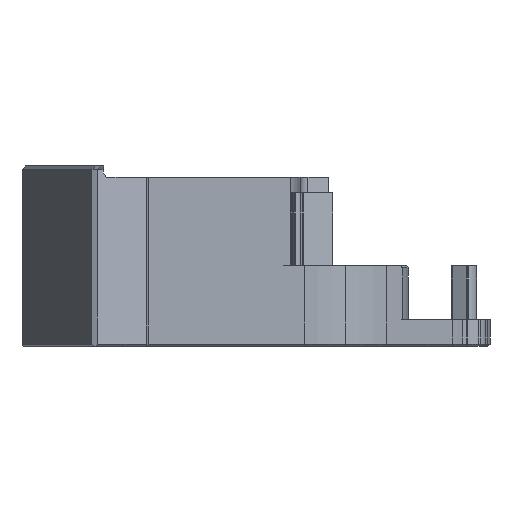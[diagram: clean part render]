
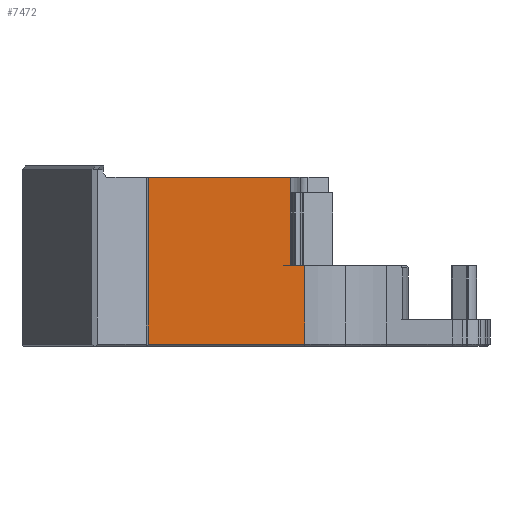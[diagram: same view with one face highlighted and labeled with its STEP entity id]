
A CAD part, left-side view. The second image highlights one B-rep face of the part: STEP entity #7472.
In plain terms, the highlighted planar face has unit normal (-1, 0, 0).
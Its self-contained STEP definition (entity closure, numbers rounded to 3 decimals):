
#43 = FACE_OUTER_BOUND ( 'NONE', #12845, .T. ) ;
#489 = CARTESIAN_POINT ( 'NONE',  ( -17.4, 8.098, -26.673 ) ) ;
#604 = ORIENTED_EDGE ( 'NONE', *, *, #16880, .T. ) ;
#666 = CARTESIAN_POINT ( 'NONE',  ( -17.4, -56.5, -23.15 ) ) ;
#1198 = LINE ( 'NONE', #5377, #6168 ) ;
#1234 = AXIS2_PLACEMENT_3D ( 'NONE', #16346, #2885, #11073 ) ;
#1748 = VECTOR ( 'NONE', #12492, 1000. ) ;
#1829 = CARTESIAN_POINT ( 'NONE',  ( -17.4, -27.148, -23.15 ) ) ;
#1837 = CARTESIAN_POINT ( 'NONE',  ( -17.4, 7.391, -27.247 ) ) ;
#1863 = EDGE_CURVE ( 'NONE', #16725, #14344, #1198, .T. ) ;
#2002 = CARTESIAN_POINT ( 'NONE',  ( -17.4, 8.192, -26.583 ) ) ;
#2127 = ORIENTED_EDGE ( 'NONE', *, *, #14048, .T. ) ;
#2248 = CARTESIAN_POINT ( 'NONE',  ( -17.4, -27.148, -38.24 ) ) ;
#2543 = VERTEX_POINT ( 'NONE', #2248 ) ;
#2597 = CARTESIAN_POINT ( 'NONE',  ( -17.4, 8.192, -26.583 ) ) ;
#2885 = DIRECTION ( 'NONE',  ( -1., 0., 0. ) ) ;
#3438 = CARTESIAN_POINT ( 'NONE',  ( -17.4, 7.651, -27.056 ) ) ;
#3766 = DIRECTION ( 'NONE',  ( 0., -1., 0. ) ) ;
#3830 = CARTESIAN_POINT ( 'NONE',  ( -17.4, -27.148, 126.961 ) ) ;
#4007 = VERTEX_POINT ( 'NONE', #9641 ) ;
#4299 = VECTOR ( 'NONE', #15448, 1000. ) ;
#4854 = CARTESIAN_POINT ( 'NONE',  ( -17.4, 7.661, -27.048 ) ) ;
#5303 = CARTESIAN_POINT ( 'NONE',  ( -17.4, -24.4, -23.15 ) ) ;
#5318 = CARTESIAN_POINT ( 'NONE',  ( -17.4, -56.5, -6.1 ) ) ;
#5377 = CARTESIAN_POINT ( 'NONE',  ( -17.4, 7.028, 126.961 ) ) ;
#5968 = EDGE_CURVE ( 'NONE', #17277, #17331, #6961, .T. ) ;
#6124 = CARTESIAN_POINT ( 'NONE',  ( -17.4, -24.4, 126.961 ) ) ;
#6168 = VECTOR ( 'NONE', #6451, 1000. ) ;
#6334 = CARTESIAN_POINT ( 'NONE',  ( -17.4, 12.317, -24.316 ) ) ;
#6451 = DIRECTION ( 'NONE',  ( 0., 0., -1. ) ) ;
#6748 = DIRECTION ( 'NONE',  ( 0., 0., -1. ) ) ;
#6778 = ORIENTED_EDGE ( 'NONE', *, *, #14369, .T. ) ;
#6824 = CARTESIAN_POINT ( 'NONE',  ( -17.4, -24.4, -6.1 ) ) ;
#6895 = ORIENTED_EDGE ( 'NONE', *, *, #11039, .F. ) ;
#6961 =( BOUNDED_CURVE ( )  B_SPLINE_CURVE ( 3, ( #15957, #10694, #6334, #2597 ),
 .UNSPECIFIED., .F., .T. ) 
 B_SPLINE_CURVE_WITH_KNOTS ( ( 4, 4 ),
 ( 0., 0.656 ),
 .UNSPECIFIED. ) 
 CURVE ( )  GEOMETRIC_REPRESENTATION_ITEM ( )  RATIONAL_B_SPLINE_CURVE ( ( 1., 0.965, 0.965, 1. ) ) 
 REPRESENTATION_ITEM ( '' )  );
#7094 = EDGE_CURVE ( 'NONE', #17331, #16725, #14863, .T. ) ;
#7472 = ADVANCED_FACE ( 'NONE', ( #43 ), #10912, .T. ) ;
#7989 = LINE ( 'NONE', #5318, #12332 ) ;
#8652 = LINE ( 'NONE', #14101, #1748 ) ;
#8769 = CARTESIAN_POINT ( 'NONE',  ( -17.4, 7.798, -26.938 ) ) ;
#8859 = CARTESIAN_POINT ( 'NONE',  ( -17.4, 7.959, -26.802 ) ) ;
#8950 = CARTESIAN_POINT ( 'NONE',  ( -17.4, 7.367, -27.263 ) ) ;
#8978 = VERTEX_POINT ( 'NONE', #1829 ) ;
#9641 = CARTESIAN_POINT ( 'NONE',  ( -17.4, 14.496, -6.1 ) ) ;
#9746 = VECTOR ( 'NONE', #3766, 1000. ) ;
#10045 = ORIENTED_EDGE ( 'NONE', *, *, #1863, .T. ) ;
#10212 = DIRECTION ( 'NONE',  ( 0., 0., 1. ) ) ;
#10292 = CARTESIAN_POINT ( 'NONE',  ( -17.4, 7.237, -27.35 ) ) ;
#10433 = CARTESIAN_POINT ( 'NONE',  ( -17.4, -56.5, -38.24 ) ) ;
#10694 = CARTESIAN_POINT ( 'NONE',  ( -17.4, 14.496, -21.609 ) ) ;
#10912 = PLANE ( 'NONE',  #1234 ) ;
#11039 = EDGE_CURVE ( 'NONE', #8978, #2543, #14684, .T. ) ;
#11073 = DIRECTION ( 'NONE',  ( 0., 0., 1. ) ) ;
#11350 = CARTESIAN_POINT ( 'NONE',  ( -17.4, 7.133, -27.414 ) ) ;
#11447 = CARTESIAN_POINT ( 'NONE',  ( -17.4, 7.514, -27.16 ) ) ;
#11539 = CARTESIAN_POINT ( 'NONE',  ( -17.4, 7.44, -27.213 ) ) ;
#11625 = CARTESIAN_POINT ( 'NONE',  ( -17.4, 7.718, -27.003 ) ) ;
#11718 = CARTESIAN_POINT ( 'NONE',  ( -17.4, 7.589, -27.104 ) ) ;
#12042 = VECTOR ( 'NONE', #10212, 1000. ) ;
#12332 = VECTOR ( 'NONE', #16184, 1000. ) ;
#12492 = DIRECTION ( 'NONE',  ( 0., 0., -1. ) ) ;
#12785 = VERTEX_POINT ( 'NONE', #6824 ) ;
#12845 = EDGE_LOOP ( 'NONE', ( #17366, #13370, #10045, #13966, #6895, #2127, #604, #15334, #6778 ) ) ;
#12871 = CARTESIAN_POINT ( 'NONE',  ( -17.4, 14.496, -18.749 ) ) ;
#13370 = ORIENTED_EDGE ( 'NONE', *, *, #7094, .T. ) ;
#13966 = ORIENTED_EDGE ( 'NONE', *, *, #16282, .T. ) ;
#14048 = EDGE_CURVE ( 'NONE', #8978, #17434, #15262, .T. ) ;
#14101 = CARTESIAN_POINT ( 'NONE',  ( -17.4, 14.496, -4.749 ) ) ;
#14233 = LINE ( 'NONE', #6124, #12042 ) ;
#14344 = VERTEX_POINT ( 'NONE', #16855 ) ;
#14369 = EDGE_CURVE ( 'NONE', #4007, #17277, #8652, .T. ) ;
#14684 = LINE ( 'NONE', #3830, #14796 ) ;
#14796 = VECTOR ( 'NONE', #6748, 1000. ) ;
#14863 = B_SPLINE_CURVE_WITH_KNOTS ( 'NONE', 3,
 ( #16795, #489, #8859, #8769, #11625, #17056, #4854, #3438, #11718, #11447, #11539, #1837, #8950, #10292, #11350, #15733 ),
 .UNSPECIFIED., .F., .F.,
 ( 4, 1, 1, 1, 2, 2, 1, 2, 2, 4 ),
 ( 0., 0.25, 0.375, 0.438, 0.469, 0.5, 0.625, 0.688, 0.75, 1. ),
 .UNSPECIFIED. ) ;
#15262 = LINE ( 'NONE', #666, #4299 ) ;
#15334 = ORIENTED_EDGE ( 'NONE', *, *, #17011, .T. ) ;
#15448 = DIRECTION ( 'NONE',  ( 0., 1., 0. ) ) ;
#15733 = CARTESIAN_POINT ( 'NONE',  ( -17.4, 7.028, -27.472 ) ) ;
#15832 = CARTESIAN_POINT ( 'NONE',  ( -17.4, 7.028, -27.472 ) ) ;
#15957 = CARTESIAN_POINT ( 'NONE',  ( -17.4, 14.496, -18.749 ) ) ;
#16184 = DIRECTION ( 'NONE',  ( 0., 1., 0. ) ) ;
#16282 = EDGE_CURVE ( 'NONE', #14344, #2543, #17212, .T. ) ;
#16346 = CARTESIAN_POINT ( 'NONE',  ( -17.4, -56.5, 126.961 ) ) ;
#16725 = VERTEX_POINT ( 'NONE', #15832 ) ;
#16795 = CARTESIAN_POINT ( 'NONE',  ( -17.4, 8.192, -26.583 ) ) ;
#16855 = CARTESIAN_POINT ( 'NONE',  ( -17.4, 7.028, -38.24 ) ) ;
#16880 = EDGE_CURVE ( 'NONE', #17434, #12785, #14233, .T. ) ;
#17011 = EDGE_CURVE ( 'NONE', #12785, #4007, #7989, .T. ) ;
#17056 = CARTESIAN_POINT ( 'NONE',  ( -17.4, 7.684, -27.03 ) ) ;
#17212 = LINE ( 'NONE', #10433, #9746 ) ;
#17277 = VERTEX_POINT ( 'NONE', #12871 ) ;
#17331 = VERTEX_POINT ( 'NONE', #2002 ) ;
#17366 = ORIENTED_EDGE ( 'NONE', *, *, #5968, .T. ) ;
#17434 = VERTEX_POINT ( 'NONE', #5303 ) ;
